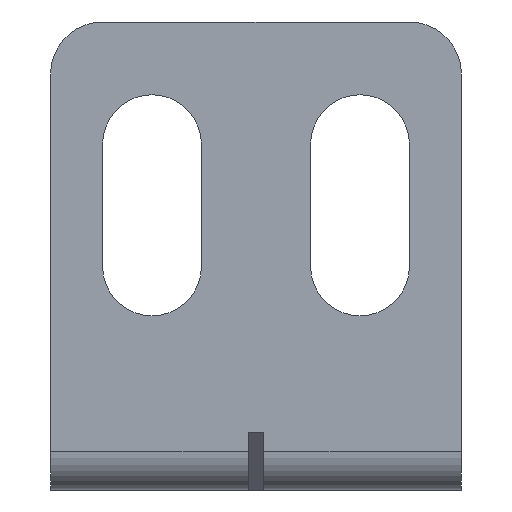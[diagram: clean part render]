
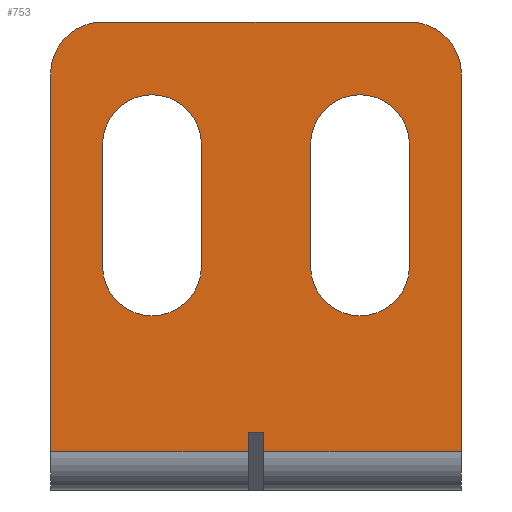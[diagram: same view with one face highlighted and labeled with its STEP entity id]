
A CAD part, front view. The second image highlights one B-rep face of the part: STEP entity #753.
In plain terms, the highlighted planar face has unit normal (0, -1, 0).
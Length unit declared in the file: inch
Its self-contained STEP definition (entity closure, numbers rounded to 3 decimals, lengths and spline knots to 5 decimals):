
#13=DIRECTION('',(0.,0.,1.));
#14=VECTOR('',#13,0.726);
#15=CARTESIAN_POINT('',(0.395,0.,0.074));
#16=LINE('',#15,#14);
#21=CARTESIAN_POINT('',(0.295,0.,0.8));
#22=DIRECTION('',(0.,-1.,0.));
#23=DIRECTION('',(1.,0.,0.));
#24=AXIS2_PLACEMENT_3D('',#21,#22,#23);
#35=DIRECTION('',(0.,0.,1.));
#36=VECTOR('',#35,0.036);
#37=CARTESIAN_POINT('',(-0.015,0.,0.074));
#38=LINE('',#37,#36);
#39=DIRECTION('',(0.,0.,1.));
#40=VECTOR('',#39,0.036);
#41=CARTESIAN_POINT('',(0.015,0.,0.074));
#42=LINE('',#41,#40);
#43=DIRECTION('',(-1.,0.,0.));
#44=VECTOR('',#43,0.03);
#45=CARTESIAN_POINT('',(0.015,0.,0.11));
#46=LINE('',#45,#44);
#47=DIRECTION('',(0.,0.,-1.));
#48=VECTOR('',#47,0.235);
#49=CARTESIAN_POINT('',(-0.105,0.,0.665));
#50=LINE('',#49,#48);
#51=CARTESIAN_POINT('',(-0.2,0.,0.665));
#52=DIRECTION('',(0.,1.,0.));
#53=DIRECTION('',(-1.,0.,0.));
#54=AXIS2_PLACEMENT_3D('',#51,#52,#53);
#56=DIRECTION('',(0.,0.,1.));
#57=VECTOR('',#56,0.235);
#58=CARTESIAN_POINT('',(-0.295,0.,0.43));
#59=LINE('',#58,#57);
#60=CARTESIAN_POINT('',(-0.2,0.,0.43));
#61=DIRECTION('',(0.,1.,0.));
#62=DIRECTION('',(1.,0.,0.));
#63=AXIS2_PLACEMENT_3D('',#60,#61,#62);
#65=CARTESIAN_POINT('',(0.2,0.,0.665));
#66=DIRECTION('',(0.,1.,0.));
#67=DIRECTION('',(-1.,0.,0.));
#68=AXIS2_PLACEMENT_3D('',#65,#66,#67);
#70=DIRECTION('',(0.,0.,1.));
#71=VECTOR('',#70,0.235);
#72=CARTESIAN_POINT('',(0.105,0.,0.43));
#73=LINE('',#72,#71);
#74=CARTESIAN_POINT('',(0.2,0.,0.43));
#75=DIRECTION('',(0.,1.,0.));
#76=DIRECTION('',(1.,0.,0.));
#77=AXIS2_PLACEMENT_3D('',#74,#75,#76);
#79=DIRECTION('',(0.,0.,-1.));
#80=VECTOR('',#79,0.235);
#81=CARTESIAN_POINT('',(0.295,0.,0.665));
#82=LINE('',#81,#80);
#157=DIRECTION('',(1.,0.,0.));
#158=VECTOR('',#157,0.38);
#159=CARTESIAN_POINT('',(0.015,0.,0.074));
#160=LINE('',#159,#158);
#380=DIRECTION('',(0.,0.,1.));
#381=VECTOR('',#380,0.726);
#382=CARTESIAN_POINT('',(-0.395,0.,0.074));
#383=LINE('',#382,#381);
#409=CARTESIAN_POINT('',(-0.295,0.,0.8));
#410=DIRECTION('',(0.,-1.,0.));
#411=DIRECTION('',(0.,0.,1.));
#412=AXIS2_PLACEMENT_3D('',#409,#410,#411);
#414=DIRECTION('',(-1.,0.,0.));
#415=VECTOR('',#414,0.59);
#416=CARTESIAN_POINT('',(0.295,0.,0.9));
#417=LINE('',#416,#415);
#427=DIRECTION('',(1.,0.,0.));
#428=VECTOR('',#427,0.38);
#429=CARTESIAN_POINT('',(-0.395,0.,0.074));
#430=LINE('',#429,#428);
#517=CARTESIAN_POINT('',(0.395,0.,0.074));
#519=VERTEX_POINT('',#517);
#522=CARTESIAN_POINT('',(-0.395,0.,0.074));
#524=VERTEX_POINT('',#522);
#533=CARTESIAN_POINT('',(-0.395,0.,0.8));
#535=VERTEX_POINT('',#533);
#539=CARTESIAN_POINT('',(-0.295,0.,0.9));
#540=VERTEX_POINT('',#539);
#542=CARTESIAN_POINT('',(0.395,0.,0.8));
#544=VERTEX_POINT('',#542);
#545=CARTESIAN_POINT('',(0.295,0.,0.9));
#546=VERTEX_POINT('',#545);
#581=CARTESIAN_POINT('',(-0.105,0.,0.665));
#582=CARTESIAN_POINT('',(-0.105,0.,0.43));
#583=VERTEX_POINT('',#581);
#584=VERTEX_POINT('',#582);
#585=CARTESIAN_POINT('',(-0.295,0.,0.43));
#586=VERTEX_POINT('',#585);
#587=CARTESIAN_POINT('',(-0.295,0.,0.665));
#588=VERTEX_POINT('',#587);
#629=CARTESIAN_POINT('',(-0.015,0.,0.074));
#630=CARTESIAN_POINT('',(-0.015,0.,0.11));
#631=VERTEX_POINT('',#629);
#632=VERTEX_POINT('',#630);
#633=CARTESIAN_POINT('',(0.015,0.,0.074));
#634=CARTESIAN_POINT('',(0.015,0.,0.11));
#635=VERTEX_POINT('',#633);
#636=VERTEX_POINT('',#634);
#653=CARTESIAN_POINT('',(0.105,0.,0.665));
#654=CARTESIAN_POINT('',(0.295,0.,0.665));
#655=VERTEX_POINT('',#653);
#656=VERTEX_POINT('',#654);
#657=CARTESIAN_POINT('',(0.295,0.,0.43));
#658=VERTEX_POINT('',#657);
#659=CARTESIAN_POINT('',(0.105,0.,0.43));
#660=VERTEX_POINT('',#659);
#708=CARTESIAN_POINT('',(0.395,0.,0.));
#709=DIRECTION('',(0.,-1.,0.));
#710=DIRECTION('',(0.,0.,1.));
#711=AXIS2_PLACEMENT_3D('',#708,#709,#710);
#712=PLANE('',#711);
#714=ORIENTED_EDGE('',*,*,#713,.F.);
#716=ORIENTED_EDGE('',*,*,#715,.F.);
#718=ORIENTED_EDGE('',*,*,#717,.T.);
#720=ORIENTED_EDGE('',*,*,#719,.F.);
#722=ORIENTED_EDGE('',*,*,#721,.F.);
#723=ORIENTED_EDGE('',*,*,#699,.F.);
#724=ORIENTED_EDGE('',*,*,#688,.F.);
#726=ORIENTED_EDGE('',*,*,#725,.F.);
#728=ORIENTED_EDGE('',*,*,#727,.T.);
#730=ORIENTED_EDGE('',*,*,#729,.T.);
#731=EDGE_LOOP('',(#714,#716,#718,#720,#722,#723,#724,#726,#728,#730));
#732=FACE_OUTER_BOUND('',#731,.F.);
#734=ORIENTED_EDGE('',*,*,#733,.F.);
#736=ORIENTED_EDGE('',*,*,#735,.F.);
#738=ORIENTED_EDGE('',*,*,#737,.F.);
#740=ORIENTED_EDGE('',*,*,#739,.F.);
#741=EDGE_LOOP('',(#734,#736,#738,#740));
#742=FACE_BOUND('',#741,.F.);
#744=ORIENTED_EDGE('',*,*,#743,.F.);
#746=ORIENTED_EDGE('',*,*,#745,.F.);
#748=ORIENTED_EDGE('',*,*,#747,.F.);
#750=ORIENTED_EDGE('',*,*,#749,.F.);
#751=EDGE_LOOP('',(#744,#746,#748,#750));
#752=FACE_BOUND('',#751,.F.);
#753=ADVANCED_FACE('',(#732,#742,#752),#712,.T.);
#25=CIRCLE('',#24,0.1);
#55=CIRCLE('',#54,0.095);
#64=CIRCLE('',#63,0.095);
#69=CIRCLE('',#68,0.095);
#78=CIRCLE('',#77,0.095);
#413=CIRCLE('',#412,0.1);
#688=EDGE_CURVE('',#519,#544,#16,.T.);
#699=EDGE_CURVE('',#544,#546,#25,.T.);
#713=EDGE_CURVE('',#631,#632,#38,.T.);
#715=EDGE_CURVE('',#524,#631,#430,.T.);
#717=EDGE_CURVE('',#524,#535,#383,.T.);
#719=EDGE_CURVE('',#540,#535,#413,.T.);
#721=EDGE_CURVE('',#546,#540,#417,.T.);
#725=EDGE_CURVE('',#635,#519,#160,.T.);
#727=EDGE_CURVE('',#635,#636,#42,.T.);
#729=EDGE_CURVE('',#636,#632,#46,.T.);
#733=EDGE_CURVE('',#583,#584,#50,.T.);
#735=EDGE_CURVE('',#588,#583,#55,.T.);
#737=EDGE_CURVE('',#586,#588,#59,.T.);
#739=EDGE_CURVE('',#584,#586,#64,.T.);
#743=EDGE_CURVE('',#655,#656,#69,.T.);
#745=EDGE_CURVE('',#660,#655,#73,.T.);
#747=EDGE_CURVE('',#658,#660,#78,.T.);
#749=EDGE_CURVE('',#656,#658,#82,.T.);
